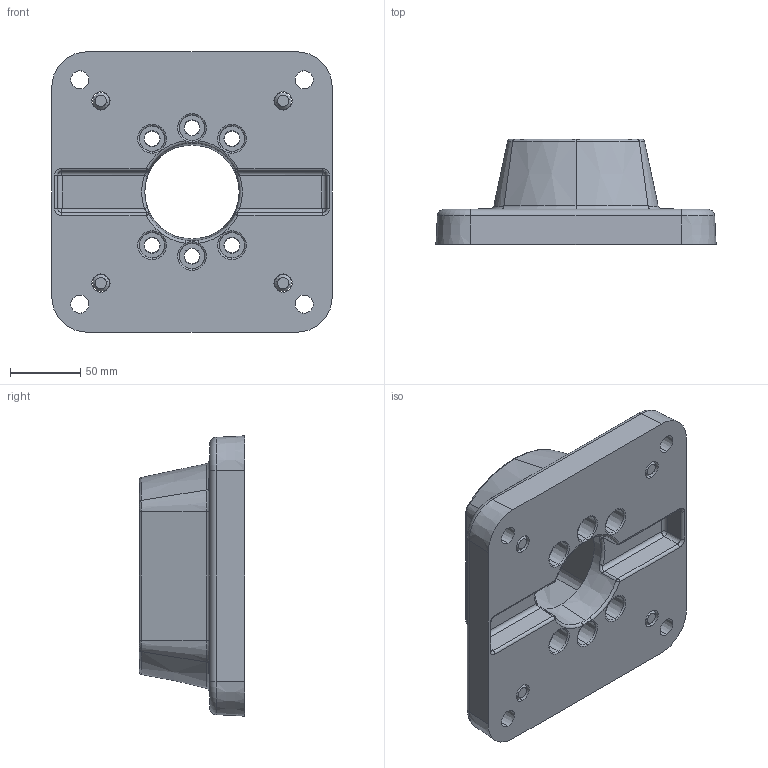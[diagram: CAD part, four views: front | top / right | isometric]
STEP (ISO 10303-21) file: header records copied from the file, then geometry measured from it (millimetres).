
FILE_DESCRIPTION (( 'STEP AP214' ), '1' );
FILE_NAME ('49627200_r.STEP', '2017-04-28T07:15:14', ( '' ), ( '' ), 'SwSTEP 2.0', 'SolidWorks 2015', '' );
FILE_SCHEMA (( 'AUTOMOTIVE_DESIGN' ));
Length unit declared in the file: millimetre
Products named in the file (3): 93231; 12100_r; 49627200_r
Assembly tree (5 placements, depth 2):
  49627200_r
    12100_r
    93231  x4
Bounding box: 200 x 75 x 200 mm (x, y, z)
Volume: 1046248.2 mm3; surface area: 151200.3 mm2
Topology: 5 solids, 7 shells, 312 faces, 685 edges, 398 vertices
Faces by surface type: cone 95, plane 93, torus 62, cylinder 44, bspline 14, sphere 4
Entity records: 9431 total; most frequent: CARTESIAN_POINT 3468, DIRECTION 1363, ORIENTED_EDGE 1134, AXIS2_PLACEMENT_3D 586, EDGE_CURVE 567, CIRCLE 340, VERTEX_POINT 335, EDGE_LOOP 294
